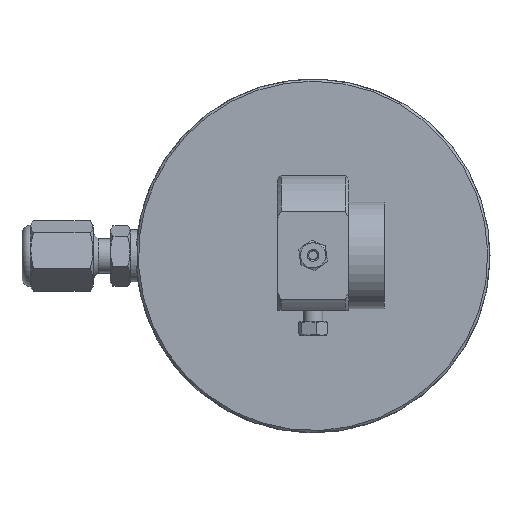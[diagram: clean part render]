
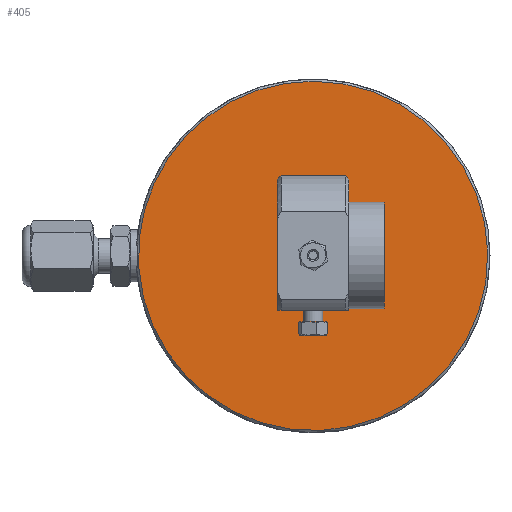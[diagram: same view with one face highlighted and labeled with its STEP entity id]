
A CAD part, top view. The second image highlights one B-rep face of the part: STEP entity #405.
In plain terms, the highlighted planar face has unit normal (0, 0, 1).
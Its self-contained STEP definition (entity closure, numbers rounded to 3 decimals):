
#378=CARTESIAN_POINT('',(12.7,-15.78,-38.631));
#379=DIRECTION('',(0.0,0.0,1.0));
#380=DIRECTION('',(-1.0,0.0,0.0));
#381=AXIS2_PLACEMENT_3D('',#378,#379,#380);
#382=PLANE('',#381);
#383=CARTESIAN_POINT('',(12.7,31.159,-38.631));
#384=VERTEX_POINT('',#383);
#385=CARTESIAN_POINT('',(12.7,0.,-38.631));
#386=DIRECTION('',(0.0,0.0,-1.0));
#387=DIRECTION('',(0.0,-1.0,0.0));
#388=AXIS2_PLACEMENT_3D('',#385,#386,#387);
#389=CIRCLE('',#388,31.16);
#390=EDGE_CURVE('',#384,#384,#389,.T.);
#391=ORIENTED_EDGE('',*,*,#390,.F.);
#392=EDGE_LOOP('',(#391));
#393=FACE_OUTER_BOUND('',#392,.T.);
#394=CARTESIAN_POINT('',(12.7,-4.8,-38.631));
#395=VERTEX_POINT('',#394);
#396=CARTESIAN_POINT('',(12.7,0.,-38.631));
#397=DIRECTION('',(0.0,0.0,-1.0));
#398=DIRECTION('',(0.0,-1.0,0.0));
#399=AXIS2_PLACEMENT_3D('',#396,#397,#398);
#400=CIRCLE('',#399,4.8);
#401=EDGE_CURVE('',#395,#395,#400,.T.);
#402=ORIENTED_EDGE('',*,*,#401,.T.);
#403=EDGE_LOOP('',(#402));
#404=FACE_BOUND('',#403,.T.);
#405=ADVANCED_FACE('',(#393,#404),#382,.T.);
